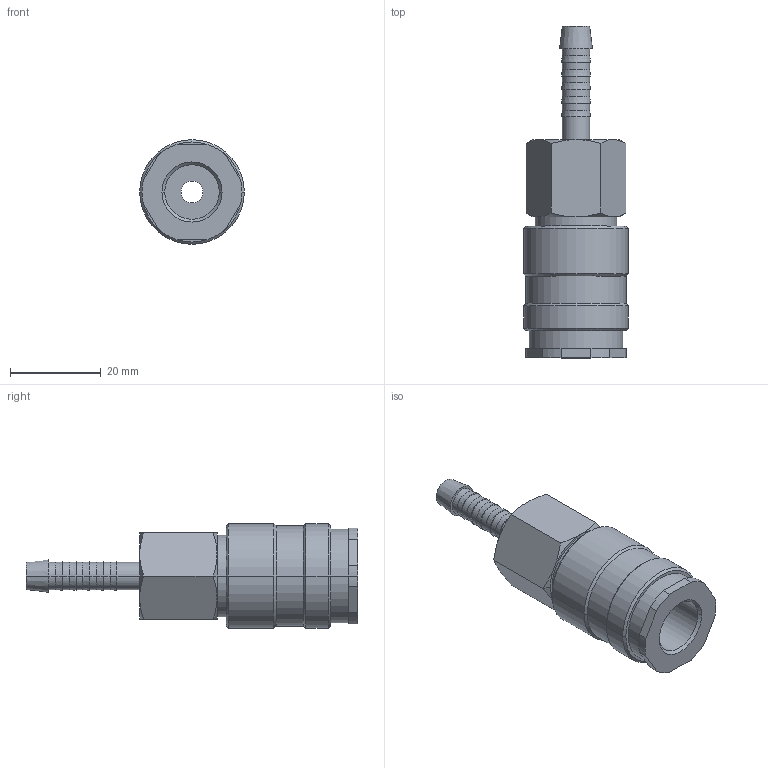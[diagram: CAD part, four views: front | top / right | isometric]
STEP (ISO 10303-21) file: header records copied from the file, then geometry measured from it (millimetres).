
FILE_DESCRIPTION(('STEP AP214'),'1');
FILE_NAME('esai_6_t.stp','2020-03-05T09:23:55',('TraceParts'),('TraceParts S.A.'),'Spatial InterOp 3D',' ',' ');
FILE_SCHEMA(('automotive_design'));
Length unit declared in the file: millimetre
Products named in the file (1): 1
Bounding box: 23 x 73 x 23 mm (x, y, z)
Volume: 14224.3 mm3; surface area: 6383.1 mm2
Topology: 1 solids, 1 shells, 98 faces, 212 edges, 128 vertices
Faces by surface type: cone 38, cylinder 34, plane 26
Entity records: 3488 total; most frequent: CARTESIAN_POINT 535, DIRECTION 490, ORIENTED_EDGE 424, EDGE_CURVE 212, AXIS2_PLACEMENT_3D 203, VERTEX_POINT 128, EDGE_LOOP 112, CIRCLE 104
